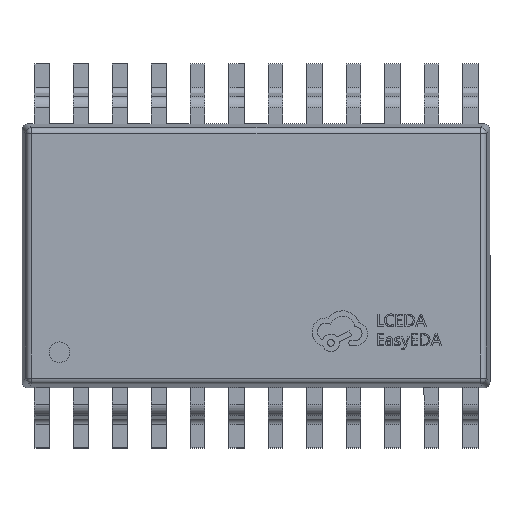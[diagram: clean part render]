
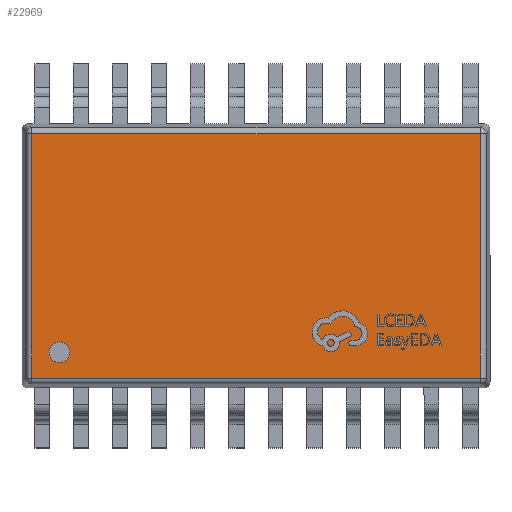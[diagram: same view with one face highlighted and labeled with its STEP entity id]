
A CAD part, top view. The second image highlights one B-rep face of the part: STEP entity #22969.
In plain terms, the highlighted planar face has unit normal (0, 0, 1).
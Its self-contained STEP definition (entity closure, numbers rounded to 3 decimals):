
#115 = CARTESIAN_POINT ( 'NONE',  ( -3.736, 2.036, 0.55 ) ) ;
#264 = CARTESIAN_POINT ( 'NONE',  ( -3.736, -2.123, 0.55 ) ) ;
#911 = DIRECTION ( 'NONE',  ( 0., -1., 0. ) ) ;
#1476 = LINE ( 'NONE', #28428, #20786 ) ;
#1621 = DIRECTION ( 'NONE',  ( 0., 0., 1. ) ) ;
#2430 = CARTESIAN_POINT ( 'NONE',  ( 0., 0., 0.55 ) ) ;
#5151 = ORIENTED_EDGE ( 'NONE', *, *, #31372, .F. ) ;
#5783 = VECTOR ( 'NONE', #13502, 1000. ) ;
#6453 = DIRECTION ( 'NONE',  ( 0., 1., 0. ) ) ;
#7831 = CARTESIAN_POINT ( 'NONE',  ( 3.823, -2.036, 0.55 ) ) ;
#9187 = ORIENTED_EDGE ( 'NONE', *, *, #12258, .T. ) ;
#9296 = DIRECTION ( 'NONE',  ( 1., 0., 0. ) ) ;
#9575 = ORIENTED_EDGE ( 'NONE', *, *, #15106, .F. ) ;
#10456 = CARTESIAN_POINT ( 'NONE',  ( -3.736, -2.036, 0.55 ) ) ;
#11509 = EDGE_LOOP ( 'NONE', ( #9575, #5151 ) ) ;
#11816 = LINE ( 'NONE', #21648, #15069 ) ;
#12258 = EDGE_CURVE ( 'NONE', #25804, #14462, #25403, .T. ) ;
#12650 = CARTESIAN_POINT ( 'NONE',  ( 3.736, 2.036, 0.55 ) ) ;
#12877 = CARTESIAN_POINT ( 'NONE',  ( -3.447, -1.606, 0.55 ) ) ;
#13502 = DIRECTION ( 'NONE',  ( 1., 0., 0. ) ) ;
#14462 = VERTEX_POINT ( 'NONE', #10456 ) ;
#14510 = CARTESIAN_POINT ( 'NONE',  ( -3.276, -1.606, 0.55 ) ) ;
#14663 = FACE_OUTER_BOUND ( 'NONE', #29852, .T. ) ;
#14884 = CARTESIAN_POINT ( 'NONE',  ( -3.276, -1.606, 0.55 ) ) ;
#15069 = VECTOR ( 'NONE', #6453, 1000. ) ;
#15106 = EDGE_CURVE ( 'NONE', #31400, #15444, #28274, .T. ) ;
#15382 = DIRECTION ( 'NONE',  ( 0., 0., 1. ) ) ;
#15444 = VERTEX_POINT ( 'NONE', #12877 ) ;
#15483 = LINE ( 'NONE', #7831, #5783 ) ;
#17156 = EDGE_CURVE ( 'NONE', #20493, #25804, #1476, .T. ) ;
#17729 = CIRCLE ( 'NONE', #28655, 0.171 ) ;
#18840 = VERTEX_POINT ( 'NONE', #19337 ) ;
#19337 = CARTESIAN_POINT ( 'NONE',  ( 3.736, -2.036, 0.55 ) ) ;
#19547 = ORIENTED_EDGE ( 'NONE', *, *, #24917, .T. ) ;
#19954 = DIRECTION ( 'NONE',  ( 1., 0., 0. ) ) ;
#20493 = VERTEX_POINT ( 'NONE', #12650 ) ;
#20786 = VECTOR ( 'NONE', #23533, 1000. ) ;
#21648 = CARTESIAN_POINT ( 'NONE',  ( 3.736, 2.123, 0.55 ) ) ;
#21721 = FACE_BOUND ( 'NONE', #11509, .T. ) ;
#22244 = VECTOR ( 'NONE', #911, 1000. ) ;
#22969 = ADVANCED_FACE ( 'NONE', ( #14663, #21721 ), #24781, .T. ) ;
#23533 = DIRECTION ( 'NONE',  ( -1., 0., 0. ) ) ;
#24004 = CARTESIAN_POINT ( 'NONE',  ( -3.105, -1.606, 0.55 ) ) ;
#24781 = PLANE ( 'NONE',  #29011 ) ;
#24917 = EDGE_CURVE ( 'NONE', #18840, #20493, #11816, .T. ) ;
#25115 = AXIS2_PLACEMENT_3D ( 'NONE', #14884, #15382, #19954 ) ;
#25403 = LINE ( 'NONE', #264, #22244 ) ;
#25804 = VERTEX_POINT ( 'NONE', #115 ) ;
#25894 = EDGE_CURVE ( 'NONE', #14462, #18840, #15483, .T. ) ;
#26570 = DIRECTION ( 'NONE',  ( 1., 0., 0. ) ) ;
#28274 = CIRCLE ( 'NONE', #25115, 0.171 ) ;
#28428 = CARTESIAN_POINT ( 'NONE',  ( -3.823, 2.036, 0.55 ) ) ;
#28450 = ORIENTED_EDGE ( 'NONE', *, *, #25894, .T. ) ;
#28655 = AXIS2_PLACEMENT_3D ( 'NONE', #14510, #1621, #26570 ) ;
#29011 = AXIS2_PLACEMENT_3D ( 'NONE', #2430, #31624, #9296 ) ;
#29852 = EDGE_LOOP ( 'NONE', ( #28450, #19547, #30336, #9187 ) ) ;
#30336 = ORIENTED_EDGE ( 'NONE', *, *, #17156, .T. ) ;
#31372 = EDGE_CURVE ( 'NONE', #15444, #31400, #17729, .T. ) ;
#31400 = VERTEX_POINT ( 'NONE', #24004 ) ;
#31624 = DIRECTION ( 'NONE',  ( 0., 0., 1. ) ) ;
